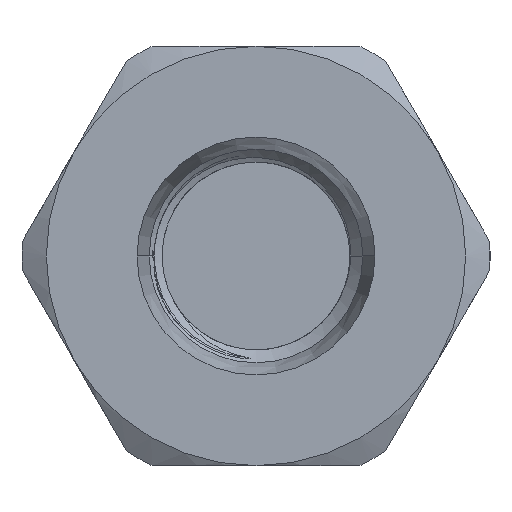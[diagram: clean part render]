
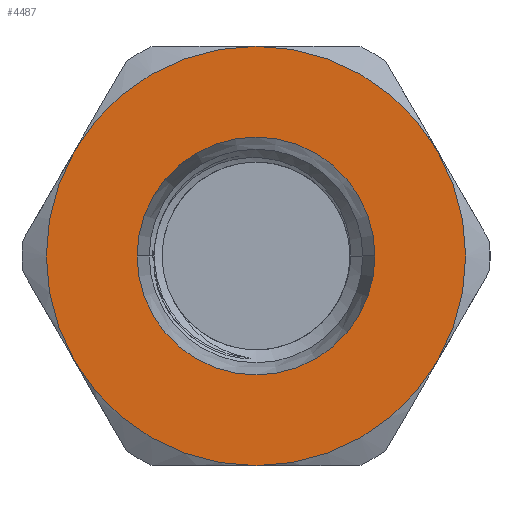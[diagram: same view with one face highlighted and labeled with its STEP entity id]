
A CAD part, left-side view. The second image highlights one B-rep face of the part: STEP entity #4487.
In plain terms, the highlighted planar face has unit normal (-1, 0, 0).
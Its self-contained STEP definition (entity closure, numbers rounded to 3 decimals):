
#260 = CARTESIAN_POINT ( 'NONE',  ( 0., 0., 0. ) ) ;
#261 = DIRECTION ( 'NONE',  ( -1., 0., 0. ) ) ;
#262 = DIRECTION ( 'NONE',  ( 0., -1., 0. ) ) ;
#755 = FACE_BOUND ( 'NONE', #1822, .T. ) ;
#985 = FACE_OUTER_BOUND ( 'NONE', #1980, .T. ) ;
#1373 = VERTEX_POINT ( 'NONE', #3737 ) ;
#1499 = VERTEX_POINT ( 'NONE', #7609 ) ;
#1555 = VERTEX_POINT ( 'NONE', #1793 ) ;
#1571 = VERTEX_POINT ( 'NONE', #1797 ) ;
#1649 = VERTEX_POINT ( 'NONE', #1781 ) ;
#1696 = VERTEX_POINT ( 'NONE', #5378 ) ;
#1715 = VERTEX_POINT ( 'NONE', #5382 ) ;
#1731 = VERTEX_POINT ( 'NONE', #5412 ) ;
#1781 = CARTESIAN_POINT ( 'NONE',  ( 0., 0., 11.11 ) ) ;
#1793 = CARTESIAN_POINT ( 'NONE',  ( 0., -9.622, 5.555 ) ) ;
#1797 = CARTESIAN_POINT ( 'NONE',  ( 0., 9.622, -5.555 ) ) ;
#1821 = ORIENTED_EDGE ( 'NONE', *, *, #7096, .F. ) ;
#1822 = EDGE_LOOP ( 'NONE', ( #1964, #1821 ) ) ;
#1956 = ORIENTED_EDGE ( 'NONE', *, *, #7697, .T. ) ;
#1964 = ORIENTED_EDGE ( 'NONE', *, *, #7805, .F. ) ;
#1980 = EDGE_LOOP ( 'NONE', ( #2148, #2077, #1956, #2019, #1982, #2087 ) ) ;
#1982 = ORIENTED_EDGE ( 'NONE', *, *, #7754, .T. ) ;
#2019 = ORIENTED_EDGE ( 'NONE', *, *, #7803, .T. ) ;
#2077 = ORIENTED_EDGE ( 'NONE', *, *, #7802, .T. ) ;
#2087 = ORIENTED_EDGE ( 'NONE', *, *, #7704, .T. ) ;
#2148 = ORIENTED_EDGE ( 'NONE', *, *, #7698, .T. ) ;
#2285 = AXIS2_PLACEMENT_3D ( 'NONE', #5353, #5354, #5355 ) ;
#2367 = AXIS2_PLACEMENT_3D ( 'NONE', #2922, #2928, #2929 ) ;
#2422 = AXIS2_PLACEMENT_3D ( 'NONE', #5348, #5349, #5350 ) ;
#2436 = AXIS2_PLACEMENT_3D ( 'NONE', #5381, #5383, #5385 ) ;
#2461 = AXIS2_PLACEMENT_3D ( 'NONE', #5040, #5041, #5042 ) ;
#2487 = AXIS2_PLACEMENT_3D ( 'NONE', #260, #261, #262 ) ;
#2493 = AXIS2_PLACEMENT_3D ( 'NONE', #5013, #5014, #5015 ) ;
#2504 = AXIS2_PLACEMENT_3D ( 'NONE', #5008, #5009, #5010 ) ;
#2511 = AXIS2_PLACEMENT_3D ( 'NONE', #4632, #4633, #4634 ) ;
#2922 = CARTESIAN_POINT ( 'NONE',  ( 0., 12.829, 0. ) ) ;
#2923 = PLANE ( 'NONE',  #2367 ) ;
#2928 = DIRECTION ( 'NONE',  ( 1., 0., 0. ) ) ;
#2929 = DIRECTION ( 'NONE',  ( 0., 0., -1. ) ) ;
#3737 = CARTESIAN_POINT ( 'NONE',  ( 0., -6.3, 0. ) ) ;
#4487 = ADVANCED_FACE ( 'NONE', ( #985, #755 ), #2923, .F. ) ;
#4632 = CARTESIAN_POINT ( 'NONE',  ( 0., 0., 0. ) ) ;
#4633 = DIRECTION ( 'NONE',  ( -1., 0., 0. ) ) ;
#4634 = DIRECTION ( 'NONE',  ( 0., 0., 1. ) ) ;
#5008 = CARTESIAN_POINT ( 'NONE',  ( 0., 0., 0. ) ) ;
#5009 = DIRECTION ( 'NONE',  ( -1., 0., 0. ) ) ;
#5010 = DIRECTION ( 'NONE',  ( 0., 0., 1. ) ) ;
#5013 = CARTESIAN_POINT ( 'NONE',  ( 0., 0., 0. ) ) ;
#5014 = DIRECTION ( 'NONE',  ( -1., 0., 0. ) ) ;
#5015 = DIRECTION ( 'NONE',  ( 0., 0., 1. ) ) ;
#5040 = CARTESIAN_POINT ( 'NONE',  ( 0., 0., 0. ) ) ;
#5041 = DIRECTION ( 'NONE',  ( -1., 0., 0. ) ) ;
#5042 = DIRECTION ( 'NONE',  ( 0., -1., 0. ) ) ;
#5348 = CARTESIAN_POINT ( 'NONE',  ( 0., 0., 0. ) ) ;
#5349 = DIRECTION ( 'NONE',  ( -1., 0., 0. ) ) ;
#5350 = DIRECTION ( 'NONE',  ( 0., 0., 1. ) ) ;
#5353 = CARTESIAN_POINT ( 'NONE',  ( 0., 0., 0. ) ) ;
#5354 = DIRECTION ( 'NONE',  ( -1., 0., 0. ) ) ;
#5355 = DIRECTION ( 'NONE',  ( 0., 0., 1. ) ) ;
#5378 = CARTESIAN_POINT ( 'NONE',  ( 0., 9.622, 5.555 ) ) ;
#5381 = CARTESIAN_POINT ( 'NONE',  ( 0., 0., 0. ) ) ;
#5382 = CARTESIAN_POINT ( 'NONE',  ( 0., 0., -11.11 ) ) ;
#5383 = DIRECTION ( 'NONE',  ( -1., 0., 0. ) ) ;
#5385 = DIRECTION ( 'NONE',  ( 0., 0., 1. ) ) ;
#5412 = CARTESIAN_POINT ( 'NONE',  ( 0., -9.622, -5.555 ) ) ;
#7096 = EDGE_CURVE ( 'NONE', #1499, #1373, #7366, .T. ) ;
#7191 = CIRCLE ( 'NONE', #2461, 6.3 ) ;
#7192 = CIRCLE ( 'NONE', #2493, 11.11 ) ;
#7195 = CIRCLE ( 'NONE', #2504, 11.11 ) ;
#7253 = CIRCLE ( 'NONE', #2511, 11.11 ) ;
#7301 = CIRCLE ( 'NONE', #2436, 11.11 ) ;
#7311 = CIRCLE ( 'NONE', #2422, 11.11 ) ;
#7313 = CIRCLE ( 'NONE', #2285, 11.11 ) ;
#7366 = CIRCLE ( 'NONE', #2487, 6.3 ) ;
#7609 = CARTESIAN_POINT ( 'NONE',  ( 0., 6.3, 0. ) ) ;
#7697 = EDGE_CURVE ( 'NONE', #1731, #1555, #7311, .T. ) ;
#7698 = EDGE_CURVE ( 'NONE', #1571, #1715, #7313, .T. ) ;
#7704 = EDGE_CURVE ( 'NONE', #1696, #1571, #7301, .T. ) ;
#7754 = EDGE_CURVE ( 'NONE', #1649, #1696, #7253, .T. ) ;
#7802 = EDGE_CURVE ( 'NONE', #1715, #1731, #7195, .T. ) ;
#7803 = EDGE_CURVE ( 'NONE', #1555, #1649, #7192, .T. ) ;
#7805 = EDGE_CURVE ( 'NONE', #1373, #1499, #7191, .T. ) ;
